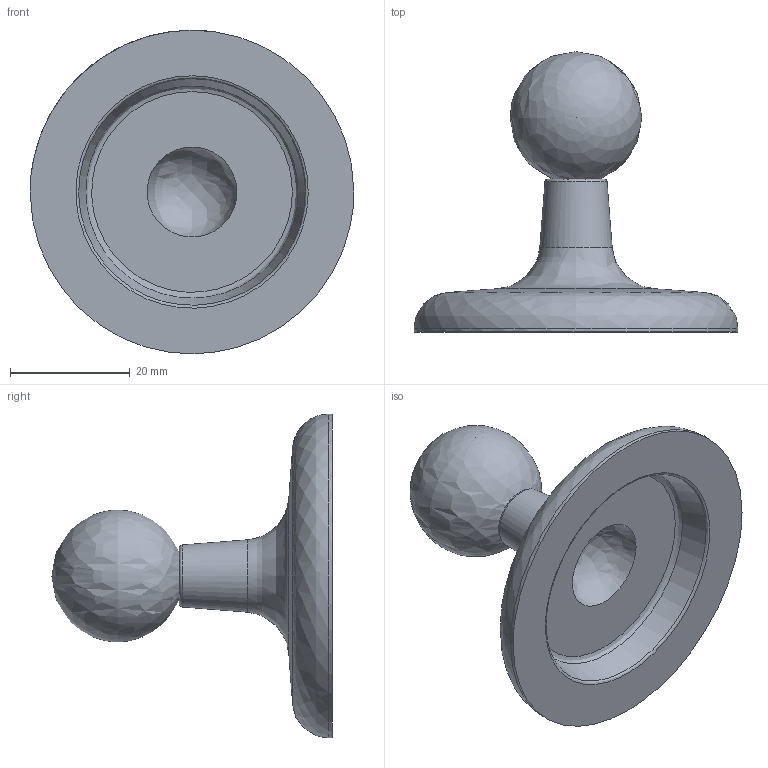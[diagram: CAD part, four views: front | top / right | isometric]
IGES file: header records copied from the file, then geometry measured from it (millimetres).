
Global section: file name: N1032; native system: Autodesk Inventor 2018; preprocessor: unknown; author: adaniels; date: 20190705.122211; units: millimetre
Bounding box: 54 x 46.78 x 54 mm (x, y, z)
Volume: 16069 mm3; surface area: 7785.3 mm2
Topology: 1 solids, 1 shells, 14 faces, 43 edges, 33 vertices
Faces by surface type: bspline 14
